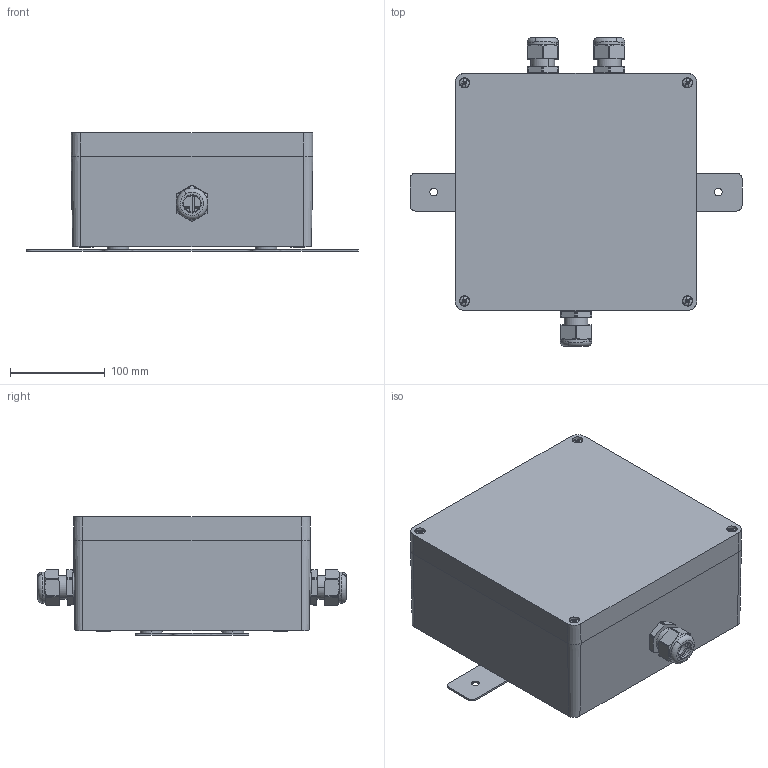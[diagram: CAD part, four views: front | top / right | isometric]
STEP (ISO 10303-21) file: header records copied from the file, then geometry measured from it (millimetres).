
FILE_DESCRIPTION(('CATIA V5 STEP Exchange','CAx-IF Rec.Pracs.--- Model Styling and Organization---1.5--- 2016-08-15','CAx-IF Rec.Pracs.---Supplemental Geometry---1.0---2011-11-01','CAx-IF Rec.Pracs.--- Composite Materials ---1.1---2010-07-15'),'2;1');
FILE_NAME ('1172343-16_1', '2025-09-19T08:56:08+00:00', ('none'), ('Weidmueller'), 'CATIA Version 5-6 Release 2024 SP4', 'CATIA V5 STEP AP214 v3', 'none');
FILE_SCHEMA(('AUTOMOTIVE_DESIGN { 1 0 10303 214 1 1 1 1 }'));
Products named in the file (1): 8000052636_einzeln
Bounding box: 350 x 325.69 x 125 mm (x, y, z)
Volume: 1843616.5 mm3; surface area: 741293.1 mm2
Topology: 84 solids, 84 shells, 3517 faces, 9216 edges, 5894 vertices
Faces by surface type: plane 1985, cylinder 956, cone 434, torus 94, sphere 48
Entity records: 107714 total; most frequent: CARTESIAN_POINT 28106, ORIENTED_EDGE 18304, DIRECTION 12808, EDGE_CURVE 9152, VERTEX_POINT 5894, VECTOR 5797, LINE 5797, AXIS2_PLACEMENT_3D 4527
